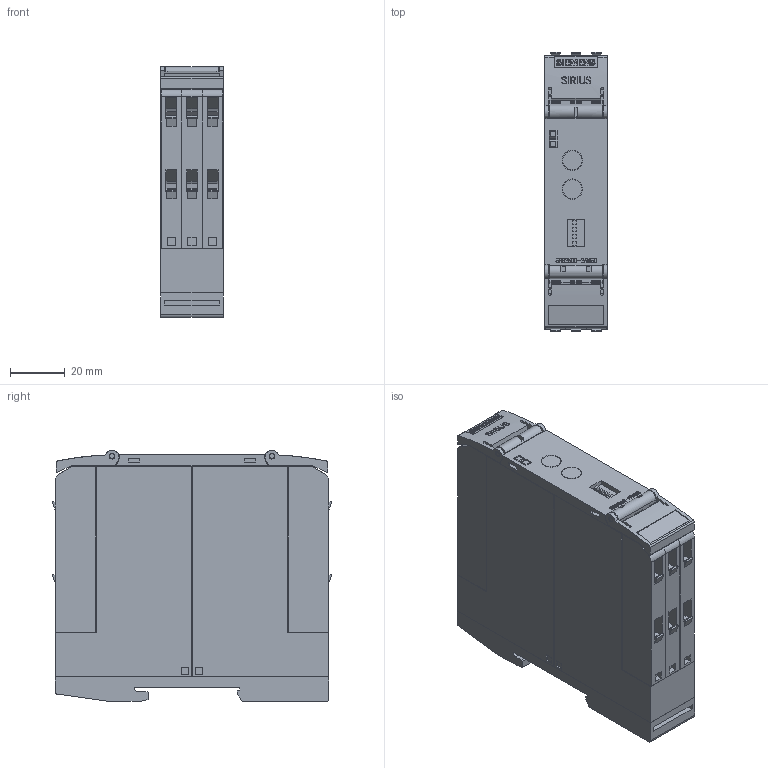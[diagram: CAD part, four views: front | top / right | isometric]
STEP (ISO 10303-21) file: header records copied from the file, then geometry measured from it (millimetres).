
FILE_DESCRIPTION(('STEP AP214'),'1');
FILE_NAME('cctmp_702F2B0D-EF85-4107-9E95-70B99CA00D87_2023_07_21_11_04_50_0818..stp','2023-07-21T09:04:52',('SIEMENS A&D'),('CADClick - www.CADClick.com'),'Spatial InterOp 3D postprocessed',' ','unknown authorization');
FILE_SCHEMA(('AUTOMOTIVE_DESIGN'));
Length unit declared in the file: millimetre
Products named in the file (1): 2023_07_21_11_04_50_0756
Bounding box: 22.8 x 101.96 x 91.6 mm (x, y, z)
Volume: 189957.1 mm3; surface area: 52247 mm2
Topology: 1 solids, 1 shells, 1624 faces, 4581 edges, 3038 vertices
Faces by surface type: plane 1391, cylinder 217, torus 16
Entity records: 57314 total; most frequent: CARTESIAN_POINT 9802, ORIENTED_EDGE 9146, DIRECTION 8336, EDGE_CURVE 4573, LINE 3968, VECTOR 3968, VERTEX_POINT 3038, AXIS2_PLACEMENT_3D 2184
